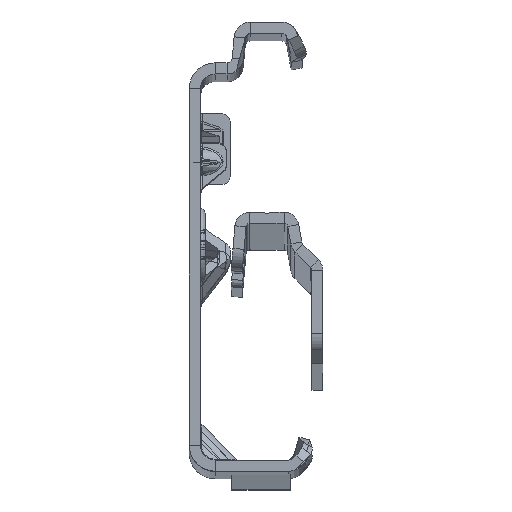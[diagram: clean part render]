
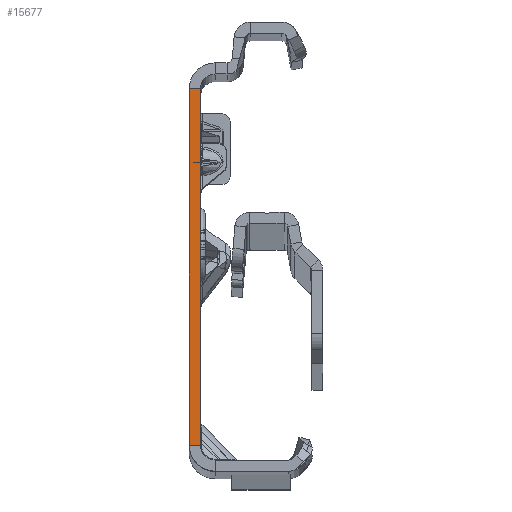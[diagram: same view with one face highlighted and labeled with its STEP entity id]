
A CAD part, top view. The second image highlights one B-rep face of the part: STEP entity #15677.
In plain terms, the highlighted planar face has unit normal (0, 0, 1).
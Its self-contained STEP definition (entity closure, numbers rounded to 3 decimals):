
#738 = CARTESIAN_POINT ( 'NONE',  ( -1.5, -27.865, 0. ) ) ;
#1891 = VECTOR ( 'NONE', #32911, 1000. ) ;
#2197 = ORIENTED_EDGE ( 'NONE', *, *, #19601, .F. ) ;
#2842 = AXIS2_PLACEMENT_3D ( 'NONE', #13681, #4261, #46981 ) ;
#3015 = CARTESIAN_POINT ( 'NONE',  ( -1.5, 22.135, 0. ) ) ;
#4261 = DIRECTION ( 'NONE',  ( 0., 0., 1. ) ) ;
#4554 = CARTESIAN_POINT ( 'NONE',  ( 0., 22.135, 0. ) ) ;
#6527 = VERTEX_POINT ( 'NONE', #46484 ) ;
#9529 = EDGE_CURVE ( 'NONE', #6527, #46260, #23842, .T. ) ;
#10543 = ORIENTED_EDGE ( 'NONE', *, *, #9529, .F. ) ;
#12462 = VERTEX_POINT ( 'NONE', #3015 ) ;
#12667 = LINE ( 'NONE', #16553, #1891 ) ;
#13681 = CARTESIAN_POINT ( 'NONE',  ( -1.5, -27.865, 0. ) ) ;
#15370 = EDGE_CURVE ( 'NONE', #16439, #12462, #12667, .T. ) ;
#15677 = ADVANCED_FACE ( 'NONE', ( #38892 ), #29771, .T. ) ;
#16439 = VERTEX_POINT ( 'NONE', #4554 ) ;
#16553 = CARTESIAN_POINT ( 'NONE',  ( 0., 22.135, 0. ) ) ;
#19601 = EDGE_CURVE ( 'NONE', #16439, #6527, #37962, .T. ) ;
#20830 = ORIENTED_EDGE ( 'NONE', *, *, #34925, .T. ) ;
#21614 = LINE ( 'NONE', #738, #40897 ) ;
#21960 = VECTOR ( 'NONE', #45166, 1000. ) ;
#23842 = LINE ( 'NONE', #36821, #21960 ) ;
#29771 = PLANE ( 'NONE',  #2842 ) ;
#29927 = DIRECTION ( 'NONE',  ( 0., -1., 0. ) ) ;
#32911 = DIRECTION ( 'NONE',  ( -1., 0., 0. ) ) ;
#33775 = DIRECTION ( 'NONE',  ( 0., -1., 0. ) ) ;
#33824 = CARTESIAN_POINT ( 'NONE',  ( 0., -27.865, 0. ) ) ;
#34925 = EDGE_CURVE ( 'NONE', #12462, #46260, #21614, .T. ) ;
#36028 = CARTESIAN_POINT ( 'NONE',  ( -1.5, -25.865, 0. ) ) ;
#36821 = CARTESIAN_POINT ( 'NONE',  ( 0., -25.865, 0. ) ) ;
#37962 = LINE ( 'NONE', #33824, #50382 ) ;
#38892 = FACE_OUTER_BOUND ( 'NONE', #51623, .T. ) ;
#40888 = ORIENTED_EDGE ( 'NONE', *, *, #15370, .T. ) ;
#40897 = VECTOR ( 'NONE', #33775, 1000. ) ;
#45166 = DIRECTION ( 'NONE',  ( -1., 0., 0. ) ) ;
#46260 = VERTEX_POINT ( 'NONE', #36028 ) ;
#46484 = CARTESIAN_POINT ( 'NONE',  ( 0., -25.865, 0. ) ) ;
#46981 = DIRECTION ( 'NONE',  ( 1., 0., 0. ) ) ;
#50382 = VECTOR ( 'NONE', #29927, 1000. ) ;
#51623 = EDGE_LOOP ( 'NONE', ( #2197, #40888, #20830, #10543 ) ) ;
